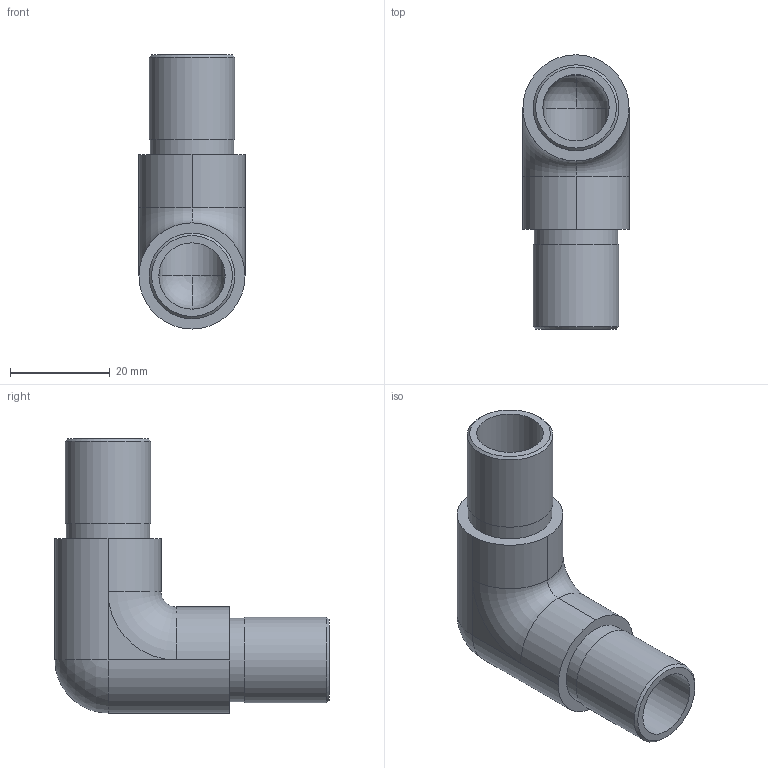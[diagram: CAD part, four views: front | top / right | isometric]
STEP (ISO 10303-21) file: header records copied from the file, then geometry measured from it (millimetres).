
FILE_DESCRIPTION (( 'STEP AP203' ), '1' );
FILE_NAME ('56169-320-21.step', '2020-02-20T12:25:10', ( '' ), ( '' ), 'SwSTEP 2.0', 'SolidWorks 2015', '' );
FILE_SCHEMA (( 'CONFIG_CONTROL_DESIGN' ));
Length unit declared in the file: millimetre
Products named in the file (2): 56169-320-21
Bounding box: 21.3 x 55 x 55 mm (x, y, z)
Volume: 13929.7 mm3; surface area: 9412 mm2
Topology: 1 solids, 1 shells, 283 faces, 741 edges, 487 vertices
Faces by surface type: bspline 118, plane 114, cylinder 41, sphere 4, torus 4, cone 2
Full cylindrical faces by diameter (mm): 13.3 x2, 16.8 x2, 17.2 x2
Entity records: 13360 total; most frequent: CARTESIAN_POINT 7102, ORIENTED_EDGE 1452, DIRECTION 916, EDGE_CURVE 726, VERTEX_POINT 484, VECTOR 326, LINE 326, EDGE_LOOP 324
